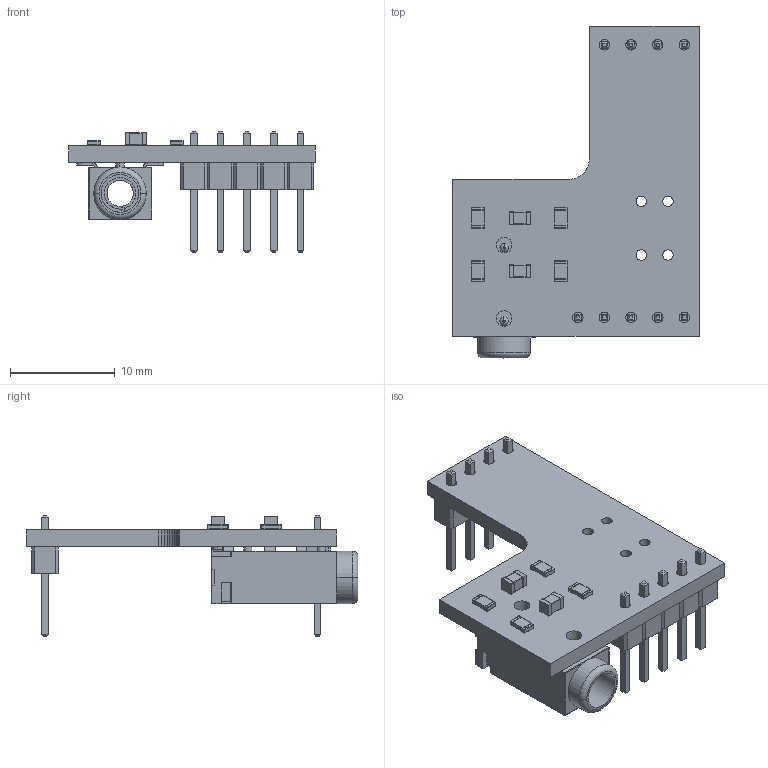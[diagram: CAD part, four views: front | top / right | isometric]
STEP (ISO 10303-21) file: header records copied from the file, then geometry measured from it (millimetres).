
FILE_DESCRIPTION(('KiCad electronic assembly'),'2;1');
FILE_NAME('ESP-32_WLED-Controller_Addon.step','2023-09-09T19:08:14',( 'Pcbnew'),('Kicad'),'Open CASCADE STEP processor 7.6', 'KiCad to STEP converter','Unknown');
FILE_SCHEMA(('AUTOMOTIVE_DESIGN { 1 0 10303 214 1 1 1 1 }'));
Length unit declared in the file: millimetre
Products named in the file (12): ESP-32_WLED-Controller_Addon 1; C_0805_2012Metric; SOLID; R_0805_2012Metric; PinHeader_1x04_P2.54mm_Vertical; PJ320D; COMPOUND; PinHeader_1x05_P2.54mm_Vertical; ESP-32_WLED-Controller_Addon PCB
Assembly tree (15 placements, depth 3):
  ESP-32_WLED-Controller_Addon 1
    C_0805_2012Metric  x2
      SOLID
    R_0805_2012Metric  x4
      SOLID
    PinHeader_1x04_P2.54mm_Vertical
      SOLID
    PJ320D
      COMPOUND
    PinHeader_1x05_P2.54mm_Vertical
      SOLID
    ESP-32_WLED-Controller_Addon PCB
Bounding box: 23.51 x 31.62 x 11.54 mm (x, y, z)
Volume: 1228.9 mm3; surface area: 2430.4 mm2
Topology: 14 solids, 14 shells, 661 faces, 1653 edges, 1028 vertices
Faces by surface type: plane 516, cylinder 130, sphere 5, revolution 4, bspline 4, torus 2
Full cylindrical faces by diameter (mm): 1 x13, 1.5 x2
Entity records: 37344 total; most frequent: CARTESIAN_POINT 7282, DIRECTION 5252, LINE 3659, VECTOR 3659, ORIENTED_EDGE 2736, PCURVE 2736, DEFINITIONAL_REPRESENTATION 2736, EDGE_CURVE 1368
